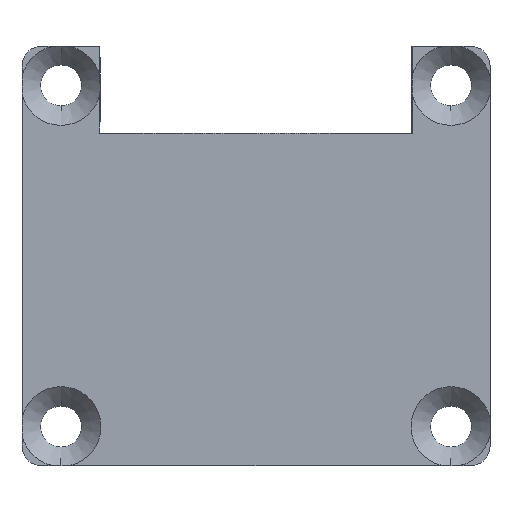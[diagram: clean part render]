
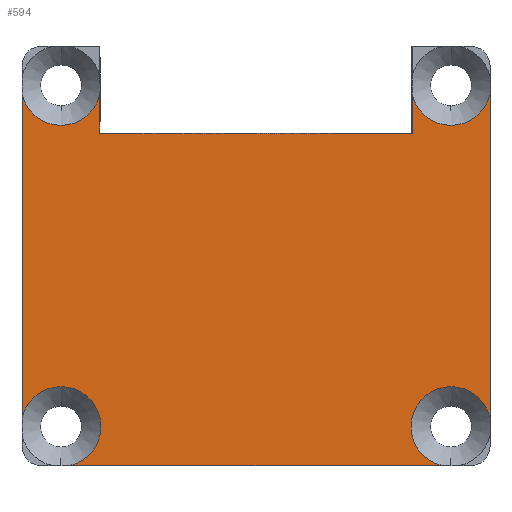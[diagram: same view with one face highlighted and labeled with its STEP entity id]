
A CAD part, front view. The second image highlights one B-rep face of the part: STEP entity #594.
In plain terms, the highlighted planar face has unit normal (0, -1, 0).
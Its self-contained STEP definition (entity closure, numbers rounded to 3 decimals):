
#7 = AXIS2_PLACEMENT_3D ( 'NONE', #44, #375, #52 ) ;
#19 = VERTEX_POINT ( 'NONE', #483 ) ;
#30 = CARTESIAN_POINT ( 'NONE',  ( -48., -5., -43. ) ) ;
#32 = LINE ( 'NONE', #242, #1336 ) ;
#44 = CARTESIAN_POINT ( 'NONE',  ( -44., -5., -39. ) ) ;
#52 = DIRECTION ( 'NONE',  ( 0., 0., 1. ) ) ;
#59 = DIRECTION ( 'NONE',  ( -1., 0., 0. ) ) ;
#76 = DIRECTION ( 'NONE',  ( 0., 1., 0. ) ) ;
#79 = CIRCLE ( 'NONE', #7, 4.1 ) ;
#85 = EDGE_CURVE ( 'NONE', #1401, #287, #498, .T. ) ;
#113 = DIRECTION ( 'NONE',  ( 0., 1., 0. ) ) ;
#133 = DIRECTION ( 'NONE',  ( -1., 0., 0. ) ) ;
#152 = DIRECTION ( 'NONE',  ( 0., 0., 1. ) ) ;
#172 = CIRCLE ( 'NONE', #1413, 4.1 ) ;
#179 = CARTESIAN_POINT ( 'NONE',  ( -40., -5., -4.9 ) ) ;
#189 = CARTESIAN_POINT ( 'NONE',  ( -44., -5., -4. ) ) ;
#191 = CARTESIAN_POINT ( 'NONE',  ( -48., -5., -43. ) ) ;
#192 = CARTESIAN_POINT ( 'NONE',  ( -44., -5., -8.1 ) ) ;
#194 = EDGE_CURVE ( 'NONE', #936, #440, #562, .T. ) ;
#198 = AXIS2_PLACEMENT_3D ( 'NONE', #499, #76, #610 ) ;
#200 = DIRECTION ( 'NONE',  ( 0., 0., 1. ) ) ;
#208 = CIRCLE ( 'NONE', #246, 4.1 ) ;
#228 = LINE ( 'NONE', #1091, #803 ) ;
#242 = CARTESIAN_POINT ( 'NONE',  ( -8., -5., 0. ) ) ;
#246 = AXIS2_PLACEMENT_3D ( 'NONE', #1398, #557, #981 ) ;
#274 = VERTEX_POINT ( 'NONE', #330 ) ;
#279 = VERTEX_POINT ( 'NONE', #1420 ) ;
#287 = VERTEX_POINT ( 'NONE', #192 ) ;
#330 = CARTESIAN_POINT ( 'NONE',  ( -8., -5., -4.9 ) ) ;
#336 = VECTOR ( 'NONE', #368, 1000. ) ;
#345 = EDGE_CURVE ( 'NONE', #656, #274, #208, .T. ) ;
#348 = ORIENTED_EDGE ( 'NONE', *, *, #771, .F. ) ;
#368 = DIRECTION ( 'NONE',  ( 0., 0., -1. ) ) ;
#371 = CARTESIAN_POINT ( 'NONE',  ( -8., -5., -8.9 ) ) ;
#375 = DIRECTION ( 'NONE',  ( 0., 1., 0. ) ) ;
#391 = FACE_OUTER_BOUND ( 'NONE', #1259, .T. ) ;
#412 = EDGE_CURVE ( 'NONE', #19, #1401, #776, .T. ) ;
#428 = CARTESIAN_POINT ( 'NONE',  ( -43.1, -5., -43. ) ) ;
#440 = VERTEX_POINT ( 'NONE', #1216 ) ;
#479 = ORIENTED_EDGE ( 'NONE', *, *, #1056, .T. ) ;
#483 = CARTESIAN_POINT ( 'NONE',  ( -40., -5., -8.9 ) ) ;
#495 = EDGE_CURVE ( 'NONE', #833, #19, #228, .T. ) ;
#498 = CIRCLE ( 'NONE', #657, 4.1 ) ;
#499 = CARTESIAN_POINT ( 'NONE',  ( -4., -5., -4. ) ) ;
#504 = CARTESIAN_POINT ( 'NONE',  ( -4., -5., -34.9 ) ) ;
#524 = CARTESIAN_POINT ( 'NONE',  ( -4., -5., -39. ) ) ;
#527 = ORIENTED_EDGE ( 'NONE', *, *, #85, .T. ) ;
#538 = EDGE_CURVE ( 'NONE', #1027, #440, #723, .T. ) ;
#553 = CARTESIAN_POINT ( 'NONE',  ( -48., -5., -38.1 ) ) ;
#557 = DIRECTION ( 'NONE',  ( 0., 1., 0. ) ) ;
#562 = CIRCLE ( 'NONE', #1371, 4.1 ) ;
#594 = ADVANCED_FACE ( 'NONE', ( #391 ), #1355, .F. ) ;
#610 = DIRECTION ( 'NONE',  ( 0., 0., 1. ) ) ;
#622 = EDGE_CURVE ( 'NONE', #1194, #721, #79, .T. ) ;
#627 = ORIENTED_EDGE ( 'NONE', *, *, #412, .T. ) ;
#633 = AXIS2_PLACEMENT_3D ( 'NONE', #1343, #798, #1000 ) ;
#652 = VERTEX_POINT ( 'NONE', #1061 ) ;
#656 = VERTEX_POINT ( 'NONE', #851 ) ;
#657 = AXIS2_PLACEMENT_3D ( 'NONE', #189, #947, #1391 ) ;
#695 = AXIS2_PLACEMENT_3D ( 'NONE', #1025, #1124, #152 ) ;
#721 = VERTEX_POINT ( 'NONE', #428 ) ;
#723 = LINE ( 'NONE', #1157, #336 ) ;
#730 = LINE ( 'NONE', #191, #1007 ) ;
#750 = VERTEX_POINT ( 'NONE', #553 ) ;
#771 = EDGE_CURVE ( 'NONE', #750, #279, #730, .T. ) ;
#776 = LINE ( 'NONE', #880, #876 ) ;
#779 = EDGE_CURVE ( 'NONE', #750, #1194, #172, .T. ) ;
#782 = CIRCLE ( 'NONE', #1151, 4.1 ) ;
#788 = EDGE_CURVE ( 'NONE', #274, #833, #32, .T. ) ;
#798 = DIRECTION ( 'NONE',  ( 0., 1., 0. ) ) ;
#799 = DIRECTION ( 'NONE',  ( 0., 0., 1. ) ) ;
#803 = VECTOR ( 'NONE', #59, 1000. ) ;
#833 = VERTEX_POINT ( 'NONE', #371 ) ;
#846 = DIRECTION ( 'NONE',  ( 0., 1., 0. ) ) ;
#851 = CARTESIAN_POINT ( 'NONE',  ( -4., -5., -8.1 ) ) ;
#865 = ORIENTED_EDGE ( 'NONE', *, *, #538, .F. ) ;
#876 = VECTOR ( 'NONE', #1211, 1000. ) ;
#880 = CARTESIAN_POINT ( 'NONE',  ( -40., -5., 0. ) ) ;
#887 = CARTESIAN_POINT ( 'NONE',  ( -44., -5., -34.9 ) ) ;
#889 = ORIENTED_EDGE ( 'NONE', *, *, #194, .T. ) ;
#916 = CARTESIAN_POINT ( 'NONE',  ( -44., -5., -39. ) ) ;
#936 = VERTEX_POINT ( 'NONE', #504 ) ;
#947 = DIRECTION ( 'NONE',  ( 0., 1., 0. ) ) ;
#948 = ORIENTED_EDGE ( 'NONE', *, *, #957, .T. ) ;
#957 = EDGE_CURVE ( 'NONE', #1027, #656, #1242, .T. ) ;
#963 = ORIENTED_EDGE ( 'NONE', *, *, #779, .T. ) ;
#968 = DIRECTION ( 'NONE',  ( 0., 0., 1. ) ) ;
#980 = ORIENTED_EDGE ( 'NONE', *, *, #1196, .T. ) ;
#981 = DIRECTION ( 'NONE',  ( 0., 0., 1. ) ) ;
#982 = CARTESIAN_POINT ( 'NONE',  ( -4., -5., -39. ) ) ;
#993 = VECTOR ( 'NONE', #133, 1000. ) ;
#1000 = DIRECTION ( 'NONE',  ( 0., 0., 1. ) ) ;
#1005 = DIRECTION ( 'NONE',  ( 0., 0., 1. ) ) ;
#1007 = VECTOR ( 'NONE', #799, 1000. ) ;
#1025 = CARTESIAN_POINT ( 'NONE',  ( 0., -5., 0. ) ) ;
#1027 = VERTEX_POINT ( 'NONE', #1271 ) ;
#1056 = EDGE_CURVE ( 'NONE', #652, #936, #782, .T. ) ;
#1061 = CARTESIAN_POINT ( 'NONE',  ( -4.9, -5., -43. ) ) ;
#1091 = CARTESIAN_POINT ( 'NONE',  ( 0., -5., -8.9 ) ) ;
#1105 = DIRECTION ( 'NONE',  ( 0., 0., -1. ) ) ;
#1118 = DIRECTION ( 'NONE',  ( 0., 1., 0. ) ) ;
#1124 = DIRECTION ( 'NONE',  ( 0., 1., 0. ) ) ;
#1151 = AXIS2_PLACEMENT_3D ( 'NONE', #982, #113, #968 ) ;
#1157 = CARTESIAN_POINT ( 'NONE',  ( 0., -5., -43. ) ) ;
#1164 = ORIENTED_EDGE ( 'NONE', *, *, #788, .T. ) ;
#1194 = VERTEX_POINT ( 'NONE', #887 ) ;
#1196 = EDGE_CURVE ( 'NONE', #287, #279, #1397, .T. ) ;
#1211 = DIRECTION ( 'NONE',  ( 0., 0., 1. ) ) ;
#1216 = CARTESIAN_POINT ( 'NONE',  ( 0., -5., -38.1 ) ) ;
#1225 = LINE ( 'NONE', #30, #993 ) ;
#1242 = CIRCLE ( 'NONE', #198, 4.1 ) ;
#1252 = ORIENTED_EDGE ( 'NONE', *, *, #495, .T. ) ;
#1259 = EDGE_LOOP ( 'NONE', ( #1252, #627, #527, #980, #348, #963, #1307, #1363, #479, #889, #865, #948, #1289, #1164 ) ) ;
#1271 = CARTESIAN_POINT ( 'NONE',  ( 0., -5., -4.9 ) ) ;
#1283 = EDGE_CURVE ( 'NONE', #652, #721, #1225, .T. ) ;
#1289 = ORIENTED_EDGE ( 'NONE', *, *, #345, .T. ) ;
#1307 = ORIENTED_EDGE ( 'NONE', *, *, #622, .T. ) ;
#1336 = VECTOR ( 'NONE', #1105, 1000. ) ;
#1343 = CARTESIAN_POINT ( 'NONE',  ( -44., -5., -4. ) ) ;
#1355 = PLANE ( 'NONE',  #695 ) ;
#1363 = ORIENTED_EDGE ( 'NONE', *, *, #1283, .F. ) ;
#1371 = AXIS2_PLACEMENT_3D ( 'NONE', #524, #846, #200 ) ;
#1391 = DIRECTION ( 'NONE',  ( 0., 0., 1. ) ) ;
#1397 = CIRCLE ( 'NONE', #633, 4.1 ) ;
#1398 = CARTESIAN_POINT ( 'NONE',  ( -4., -5., -4. ) ) ;
#1401 = VERTEX_POINT ( 'NONE', #179 ) ;
#1413 = AXIS2_PLACEMENT_3D ( 'NONE', #916, #1118, #1005 ) ;
#1420 = CARTESIAN_POINT ( 'NONE',  ( -48., -5., -4.9 ) ) ;
